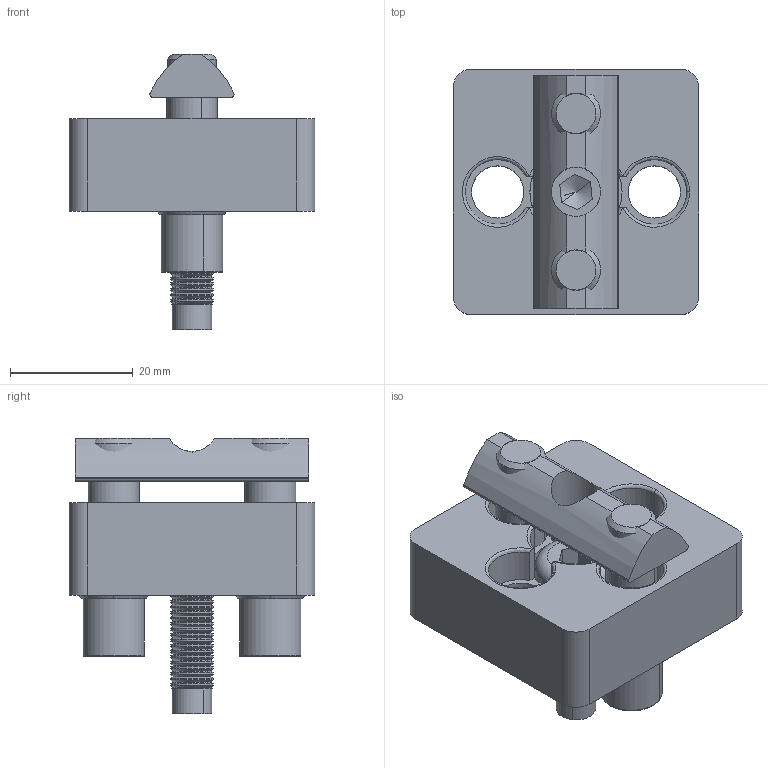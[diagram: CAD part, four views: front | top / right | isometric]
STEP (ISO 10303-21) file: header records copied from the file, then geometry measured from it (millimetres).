
FILE_DESCRIPTION (( 'STEP AP203' ), '1' );
FILE_NAME ('099E40400808RS01.STEP', '2016-11-14T12:54:44', ( '' ), ( '' ), 'SwSTEP 2.0', 'SolidWorks 2016', '' );
FILE_SCHEMA (( 'CONFIG_CONTROL_DESIGN' ));
Length unit declared in the file: millimetre
Products named in the file (5): 099e40400808r a Tab_099E40400808R; 340me481; 093sf0725_Standard; 096008d38_096 008 d36 s02; 099E40400808RS01
Assembly tree (5 placements, depth 2):
  099E40400808RS01
    099e40400808r a Tab_099E40400808R
    340me481  x2
    093sf0725_Standard
    096008d38_096 008 d36 s02
Bounding box: 40 x 40 x 44.8 mm (x, y, z)
Volume: 19889.6 mm3; surface area: 14452.9 mm2
Topology: 5 solids, 5 shells, 468 faces, 1204 edges, 740 vertices
Faces by surface type: plane 187, cylinder 132, cone 102, torus 31, sphere 16
Entity records: 14069 total; most frequent: CARTESIAN_POINT 2716, DIRECTION 2424, ORIENTED_EDGE 2240, EDGE_CURVE 1120, AXIS2_PLACEMENT_3D 954, VERTEX_POINT 702, VECTOR 516, LINE 516
